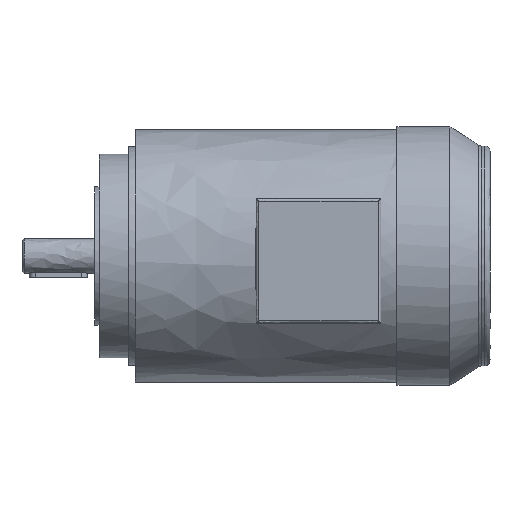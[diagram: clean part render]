
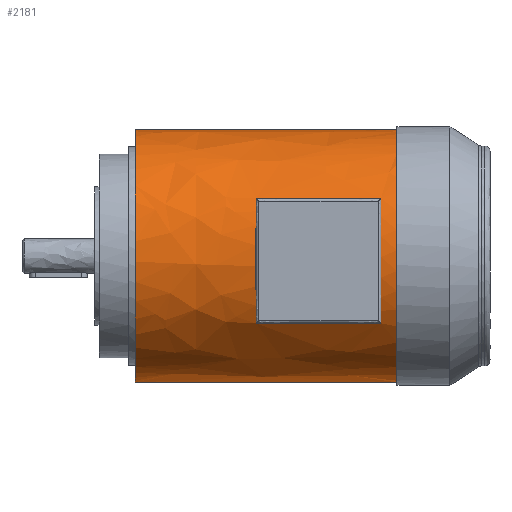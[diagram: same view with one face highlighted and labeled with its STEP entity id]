
A CAD part, front view. The second image highlights one B-rep face of the part: STEP entity #2181.
In plain terms, the highlighted free-form (B-spline) face has degree [3, 1] with [4, 2] control points.
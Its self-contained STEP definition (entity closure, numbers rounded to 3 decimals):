
#2181 = ADVANCED_FACE('',(#2182,#2253),#2195,.T.);
#2182 = FACE_BOUND('',#2183,.T.);
#2183 = EDGE_LOOP('',(#2184,#2209,#2225,#2239));
#2184 = ORIENTED_EDGE('',*,*,#2185,.T.);
#2185 = EDGE_CURVE('',#2186,#2188,#2190,.T.);
#2186 = VERTEX_POINT('',#2187);
#2187 = CARTESIAN_POINT('',(28.,0.,-87.));
#2188 = VERTEX_POINT('',#2189);
#2189 = CARTESIAN_POINT('',(208.,0.,-87.));
#2190 = SURFACE_CURVE('',#2191,(#2194),.PCURVE_S1.);
#2191 = B_SPLINE_CURVE_WITH_KNOTS('',1,(#2192,#2193),.UNSPECIFIED.,.F.,
  .F.,(2,2),(-0.489,-0.309),.PIECEWISE_BEZIER_KNOTS.);
#2192 = CARTESIAN_POINT('',(28.,0.,-87.));
#2193 = CARTESIAN_POINT('',(208.,0.,-87.));
#2194 = PCURVE('',#2195,#2204);
#2195 = ( BOUNDED_SURFACE() B_SPLINE_SURFACE(3,1,(
    (#2196,#2197)
    ,(#2198,#2199)
    ,(#2200,#2201)
    ,(#2202,#2203
)),.UNSPECIFIED.,.F.,.F.,.F.) B_SPLINE_SURFACE_WITH_KNOTS((4,4),(2,2),(
    0.,1.),(0.,1.),.PIECEWISE_BEZIER_KNOTS.) 
GEOMETRIC_REPRESENTATION_ITEM() RATIONAL_B_SPLINE_SURFACE((
    (1.,1.)
    ,(0.333,0.333)
    ,(0.333,0.333)
,(1.,1.))) REPRESENTATION_ITEM('') SURFACE() );
#2196 = CARTESIAN_POINT('',(208.,0.,-87.));
#2197 = CARTESIAN_POINT('',(28.,0.,-87.));
#2198 = CARTESIAN_POINT('',(208.,-174.,-87.));
#2199 = CARTESIAN_POINT('',(28.,-174.,-87.));
#2200 = CARTESIAN_POINT('',(208.,-174.,87.));
#2201 = CARTESIAN_POINT('',(28.,-174.,87.));
#2202 = CARTESIAN_POINT('',(208.,0.,87.));
#2203 = CARTESIAN_POINT('',(28.,0.,87.));
#2204 = DEFINITIONAL_REPRESENTATION('',(#2205),#2208);
#2205 = B_SPLINE_CURVE_WITH_KNOTS('',1,(#2206,#2207),.UNSPECIFIED.,.F.,
  .F.,(2,2),(-0.489,-0.309),.PIECEWISE_BEZIER_KNOTS.);
#2206 = CARTESIAN_POINT('',(0.,1.));
#2207 = CARTESIAN_POINT('',(0.,0.));
#2208 = ( GEOMETRIC_REPRESENTATION_CONTEXT(2) 
PARAMETRIC_REPRESENTATION_CONTEXT() REPRESENTATION_CONTEXT('2D SPACE',''
  ) );
#2209 = ORIENTED_EDGE('',*,*,#2210,.T.);
#2210 = EDGE_CURVE('',#2188,#2211,#2213,.T.);
#2211 = VERTEX_POINT('',#2212);
#2212 = CARTESIAN_POINT('',(208.,0.,87.));
#2213 = SURFACE_CURVE('',#2214,(#2219),.PCURVE_S1.);
#2214 = ( BOUNDED_CURVE() B_SPLINE_CURVE(3,(#2215,#2216,#2217,#2218),
.UNSPECIFIED.,.F.,.F.) B_SPLINE_CURVE_WITH_KNOTS((4,4),(3.142,
6.283),.PIECEWISE_BEZIER_KNOTS.) CURVE() 
GEOMETRIC_REPRESENTATION_ITEM() RATIONAL_B_SPLINE_CURVE((1.,
0.333,0.333,1.)) REPRESENTATION_ITEM('') );
#2215 = CARTESIAN_POINT('',(208.,0.,-87.));
#2216 = CARTESIAN_POINT('',(208.,-174.,-87.));
#2217 = CARTESIAN_POINT('',(208.,-174.,87.));
#2218 = CARTESIAN_POINT('',(208.,0.,87.));
#2219 = PCURVE('',#2195,#2220);
#2220 = DEFINITIONAL_REPRESENTATION('',(#2221),#2224);
#2221 = B_SPLINE_CURVE_WITH_KNOTS('',1,(#2222,#2223),.UNSPECIFIED.,.F.,
  .F.,(2,2),(3.142,6.283),.PIECEWISE_BEZIER_KNOTS.);
#2222 = CARTESIAN_POINT('',(0.,0.));
#2223 = CARTESIAN_POINT('',(1.,0.));
#2224 = ( GEOMETRIC_REPRESENTATION_CONTEXT(2) 
PARAMETRIC_REPRESENTATION_CONTEXT() REPRESENTATION_CONTEXT('2D SPACE',''
  ) );
#2225 = ORIENTED_EDGE('',*,*,#2226,.T.);
#2226 = EDGE_CURVE('',#2211,#2227,#2229,.T.);
#2227 = VERTEX_POINT('',#2228);
#2228 = CARTESIAN_POINT('',(28.,0.,87.));
#2229 = SURFACE_CURVE('',#2230,(#2233),.PCURVE_S1.);
#2230 = B_SPLINE_CURVE_WITH_KNOTS('',1,(#2231,#2232),.UNSPECIFIED.,.F.,
  .F.,(2,2),(0.309,0.489),.PIECEWISE_BEZIER_KNOTS.);
#2231 = CARTESIAN_POINT('',(208.,0.,87.));
#2232 = CARTESIAN_POINT('',(28.,0.,87.));
#2233 = PCURVE('',#2195,#2234);
#2234 = DEFINITIONAL_REPRESENTATION('',(#2235),#2238);
#2235 = B_SPLINE_CURVE_WITH_KNOTS('',1,(#2236,#2237),.UNSPECIFIED.,.F.,
  .F.,(2,2),(0.309,0.489),.PIECEWISE_BEZIER_KNOTS.);
#2236 = CARTESIAN_POINT('',(1.,0.));
#2237 = CARTESIAN_POINT('',(1.,1.));
#2238 = ( GEOMETRIC_REPRESENTATION_CONTEXT(2) 
PARAMETRIC_REPRESENTATION_CONTEXT() REPRESENTATION_CONTEXT('2D SPACE',''
  ) );
#2239 = ORIENTED_EDGE('',*,*,#2240,.T.);
#2240 = EDGE_CURVE('',#2227,#2186,#2241,.T.);
#2241 = SURFACE_CURVE('',#2242,(#2247),.PCURVE_S1.);
#2242 = ( BOUNDED_CURVE() B_SPLINE_CURVE(3,(#2243,#2244,#2245,#2246),
.UNSPECIFIED.,.F.,.F.) B_SPLINE_CURVE_WITH_KNOTS((4,4),(-6.283,
-3.142),.PIECEWISE_BEZIER_KNOTS.) CURVE() 
GEOMETRIC_REPRESENTATION_ITEM() RATIONAL_B_SPLINE_CURVE((1.,
0.333,0.333,1.)) REPRESENTATION_ITEM('') );
#2243 = CARTESIAN_POINT('',(28.,0.,87.));
#2244 = CARTESIAN_POINT('',(28.,-174.,87.));
#2245 = CARTESIAN_POINT('',(28.,-174.,-87.));
#2246 = CARTESIAN_POINT('',(28.,0.,-87.));
#2247 = PCURVE('',#2195,#2248);
#2248 = DEFINITIONAL_REPRESENTATION('',(#2249),#2252);
#2249 = B_SPLINE_CURVE_WITH_KNOTS('',1,(#2250,#2251),.UNSPECIFIED.,.F.,
  .F.,(2,2),(-6.283,-3.142),.PIECEWISE_BEZIER_KNOTS.);
#2250 = CARTESIAN_POINT('',(1.,1.));
#2251 = CARTESIAN_POINT('',(0.,1.));
#2252 = ( GEOMETRIC_REPRESENTATION_CONTEXT(2) 
PARAMETRIC_REPRESENTATION_CONTEXT() REPRESENTATION_CONTEXT('2D SPACE',''
  ) );
#2253 = FACE_BOUND('',#2254,.T.);
#2254 = EDGE_LOOP('',(#2255,#2273,#2287,#2303));
#2255 = ORIENTED_EDGE('',*,*,#2256,.T.);
#2256 = EDGE_CURVE('',#2257,#2259,#2261,.T.);
#2257 = VERTEX_POINT('',#2258);
#2258 = CARTESIAN_POINT('',(111.,-73.642,-46.324));
#2259 = VERTEX_POINT('',#2260);
#2260 = CARTESIAN_POINT('',(111.,-77.426,39.677));
#2261 = SURFACE_CURVE('',#2262,(#2267),.PCURVE_S1.);
#2262 = ( BOUNDED_CURVE() B_SPLINE_CURVE(3,(#2263,#2264,#2265,#2266),
.UNSPECIFIED.,.F.,.F.) B_SPLINE_CURVE_WITH_KNOTS((4,4),(-5.274,
-4.239),.PIECEWISE_BEZIER_KNOTS.) CURVE() 
GEOMETRIC_REPRESENTATION_ITEM() RATIONAL_B_SPLINE_CURVE((1.,
0.913,0.913,1.)) REPRESENTATION_ITEM('') );
#2263 = CARTESIAN_POINT('',(111.,-73.642,-46.324));
#2264 = CARTESIAN_POINT('',(111.,-90.382,-19.712));
#2265 = CARTESIAN_POINT('',(111.,-91.764,11.697));
#2266 = CARTESIAN_POINT('',(111.,-77.426,39.677));
#2267 = PCURVE('',#2195,#2268);
#2268 = DEFINITIONAL_REPRESENTATION('',(#2269),#2272);
#2269 = B_SPLINE_CURVE_WITH_KNOTS('',1,(#2270,#2271),.UNSPECIFIED.,.F.,
  .F.,(2,2),(-5.274,-4.239),.PIECEWISE_BEZIER_KNOTS.);
#2270 = CARTESIAN_POINT('',(0.356,0.539));
#2271 = CARTESIAN_POINT('',(0.621,0.539));
#2272 = ( GEOMETRIC_REPRESENTATION_CONTEXT(2) 
PARAMETRIC_REPRESENTATION_CONTEXT() REPRESENTATION_CONTEXT('2D SPACE',''
  ) );
#2273 = ORIENTED_EDGE('',*,*,#2274,.T.);
#2274 = EDGE_CURVE('',#2259,#2275,#2277,.T.);
#2275 = VERTEX_POINT('',#2276);
#2276 = CARTESIAN_POINT('',(197.,-77.426,39.677));
#2277 = SURFACE_CURVE('',#2278,(#2281),.PCURVE_S1.);
#2278 = B_SPLINE_CURVE_WITH_KNOTS('',1,(#2279,#2280),.UNSPECIFIED.,.F.,
  .F.,(2,2),(-0.406,-0.32),.PIECEWISE_BEZIER_KNOTS.);
#2279 = CARTESIAN_POINT('',(111.,-77.426,39.677));
#2280 = CARTESIAN_POINT('',(197.,-77.426,39.677));
#2281 = PCURVE('',#2195,#2282);
#2282 = DEFINITIONAL_REPRESENTATION('',(#2283),#2286);
#2283 = B_SPLINE_CURVE_WITH_KNOTS('',1,(#2284,#2285),.UNSPECIFIED.,.F.,
  .F.,(2,2),(-0.406,-0.32),.PIECEWISE_BEZIER_KNOTS.);
#2284 = CARTESIAN_POINT('',(0.621,0.539));
#2285 = CARTESIAN_POINT('',(0.621,0.061));
#2286 = ( GEOMETRIC_REPRESENTATION_CONTEXT(2) 
PARAMETRIC_REPRESENTATION_CONTEXT() REPRESENTATION_CONTEXT('2D SPACE',''
  ) );
#2287 = ORIENTED_EDGE('',*,*,#2288,.T.);
#2288 = EDGE_CURVE('',#2275,#2289,#2291,.T.);
#2289 = VERTEX_POINT('',#2290);
#2290 = CARTESIAN_POINT('',(197.,-73.642,-46.324));
#2291 = SURFACE_CURVE('',#2292,(#2297),.PCURVE_S1.);
#2292 = ( BOUNDED_CURVE() B_SPLINE_CURVE(3,(#2293,#2294,#2295,#2296),
.UNSPECIFIED.,.F.,.F.) B_SPLINE_CURVE_WITH_KNOTS((4,4),(-5.186,
-4.151),.PIECEWISE_BEZIER_KNOTS.) CURVE() 
GEOMETRIC_REPRESENTATION_ITEM() RATIONAL_B_SPLINE_CURVE((1.,
0.913,0.913,1.)) REPRESENTATION_ITEM('') );
#2293 = CARTESIAN_POINT('',(197.,-77.426,39.677));
#2294 = CARTESIAN_POINT('',(197.,-91.764,11.697));
#2295 = CARTESIAN_POINT('',(197.,-90.382,-19.712));
#2296 = CARTESIAN_POINT('',(197.,-73.642,-46.324));
#2297 = PCURVE('',#2195,#2298);
#2298 = DEFINITIONAL_REPRESENTATION('',(#2299),#2302);
#2299 = B_SPLINE_CURVE_WITH_KNOTS('',1,(#2300,#2301),.UNSPECIFIED.,.F.,
  .F.,(2,2),(-5.186,-4.151),.PIECEWISE_BEZIER_KNOTS.);
#2300 = CARTESIAN_POINT('',(0.621,0.061));
#2301 = CARTESIAN_POINT('',(0.356,0.061));
#2302 = ( GEOMETRIC_REPRESENTATION_CONTEXT(2) 
PARAMETRIC_REPRESENTATION_CONTEXT() REPRESENTATION_CONTEXT('2D SPACE',''
  ) );
#2303 = ORIENTED_EDGE('',*,*,#2304,.T.);
#2304 = EDGE_CURVE('',#2289,#2257,#2305,.T.);
#2305 = SURFACE_CURVE('',#2306,(#2309),.PCURVE_S1.);
#2306 = B_SPLINE_CURVE_WITH_KNOTS('',1,(#2307,#2308),.UNSPECIFIED.,.F.,
  .F.,(2,2),(0.32,0.406),.PIECEWISE_BEZIER_KNOTS.);
#2307 = CARTESIAN_POINT('',(197.,-73.642,-46.324));
#2308 = CARTESIAN_POINT('',(111.,-73.642,-46.324));
#2309 = PCURVE('',#2195,#2310);
#2310 = DEFINITIONAL_REPRESENTATION('',(#2311),#2314);
#2311 = B_SPLINE_CURVE_WITH_KNOTS('',1,(#2312,#2313),.UNSPECIFIED.,.F.,
  .F.,(2,2),(0.32,0.406),.PIECEWISE_BEZIER_KNOTS.);
#2312 = CARTESIAN_POINT('',(0.356,0.061));
#2313 = CARTESIAN_POINT('',(0.356,0.539));
#2314 = ( GEOMETRIC_REPRESENTATION_CONTEXT(2) 
PARAMETRIC_REPRESENTATION_CONTEXT() REPRESENTATION_CONTEXT('2D SPACE',''
  ) );
